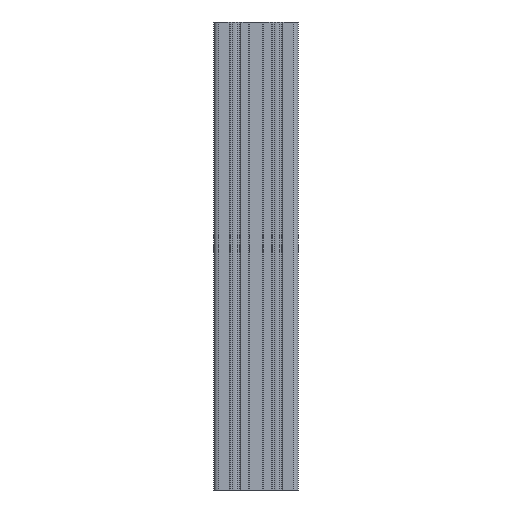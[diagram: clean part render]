
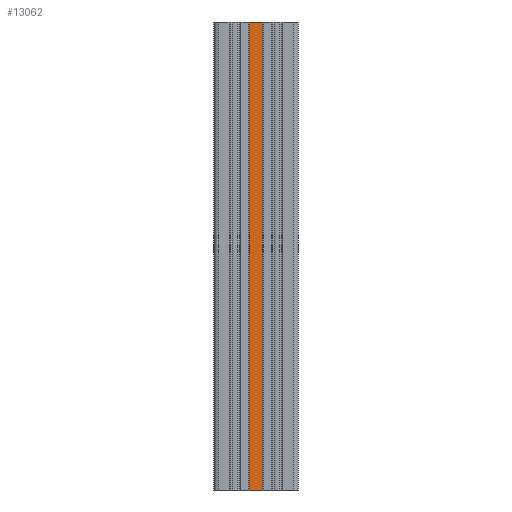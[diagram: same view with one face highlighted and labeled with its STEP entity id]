
A CAD part, front view. The second image highlights one B-rep face of the part: STEP entity #13062.
In plain terms, the highlighted planar face has unit normal (0, -1, 0).
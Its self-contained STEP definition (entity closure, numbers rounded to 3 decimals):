
#822 = CARTESIAN_POINT ( 'NONE',  ( -3164.163, -2807.458, 500. ) ) ;
#848 = CARTESIAN_POINT ( 'NONE',  ( -3150.163, -2807.458, 500. ) ) ;
#901 = DIRECTION ( 'NONE',  ( 1., 0., 0. ) ) ;
#902 = VECTOR ( 'NONE', #901, 1000. ) ;
#903 = CARTESIAN_POINT ( 'NONE',  ( -3164.163, -2807.458, 500. ) ) ;
#912 = LINE ( 'NONE', #903, #902 ) ;
#6417 = CARTESIAN_POINT ( 'NONE',  ( -3164.163, -2807.458, 0. ) ) ;
#6536 = DIRECTION ( 'NONE',  ( 1., 0., 0. ) ) ;
#6537 = VECTOR ( 'NONE', #6536, 1000. ) ;
#6538 = LINE ( 'NONE', #6555, #6537 ) ;
#6553 = CARTESIAN_POINT ( 'NONE',  ( -3150.163, -2807.458, 0. ) ) ;
#6555 = CARTESIAN_POINT ( 'NONE',  ( -3164.163, -2807.458, 0. ) ) ;
#13012 = EDGE_LOOP ( 'NONE', ( #13059, #13061, #13180, #13174 ) ) ;
#13028 = EDGE_CURVE ( 'NONE', #14173, #17522, #22286, .T. ) ;
#13031 = EDGE_CURVE ( 'NONE', #14203, #17458, #22281, .T. ) ;
#13059 = ORIENTED_EDGE ( 'NONE', *, *, #17525, .T. ) ;
#13061 = ORIENTED_EDGE ( 'NONE', *, *, #13028, .F. ) ;
#13062 = ADVANCED_FACE ( 'NONE', ( #22304 ), #22270, .F. ) ;
#13174 = ORIENTED_EDGE ( 'NONE', *, *, #13031, .T. ) ;
#13180 = ORIENTED_EDGE ( 'NONE', *, *, #14216, .F. ) ;
#14173 = VERTEX_POINT ( 'NONE', #848 ) ;
#14203 = VERTEX_POINT ( 'NONE', #822 ) ;
#14216 = EDGE_CURVE ( 'NONE', #14203, #14173, #912, .T. ) ;
#17458 = VERTEX_POINT ( 'NONE', #6417 ) ;
#17522 = VERTEX_POINT ( 'NONE', #6553 ) ;
#17525 = EDGE_CURVE ( 'NONE', #17458, #17522, #6538, .T. ) ;
#22270 = PLANE ( 'NONE',  #22303 ) ;
#22278 = DIRECTION ( 'NONE',  ( 0., 0., -1. ) ) ;
#22279 = VECTOR ( 'NONE', #22278, 1000. ) ;
#22280 = CARTESIAN_POINT ( 'NONE',  ( -3164.163, -2807.458, 500. ) ) ;
#22281 = LINE ( 'NONE', #22280, #22279 ) ;
#22283 = DIRECTION ( 'NONE',  ( 0., 0., -1. ) ) ;
#22284 = VECTOR ( 'NONE', #22283, 1000. ) ;
#22285 = CARTESIAN_POINT ( 'NONE',  ( -3150.163, -2807.458, 500. ) ) ;
#22286 = LINE ( 'NONE', #22285, #22284 ) ;
#22303 = AXIS2_PLACEMENT_3D ( 'NONE', #22352, #22351, #22350 ) ;
#22304 = FACE_OUTER_BOUND ( 'NONE', #13012, .T. ) ;
#22350 = DIRECTION ( 'NONE',  ( -1., 0., 0. ) ) ;
#22351 = DIRECTION ( 'NONE',  ( 0., 1., 0. ) ) ;
#22352 = CARTESIAN_POINT ( 'NONE',  ( -3164.163, -2807.458, 500. ) ) ;
